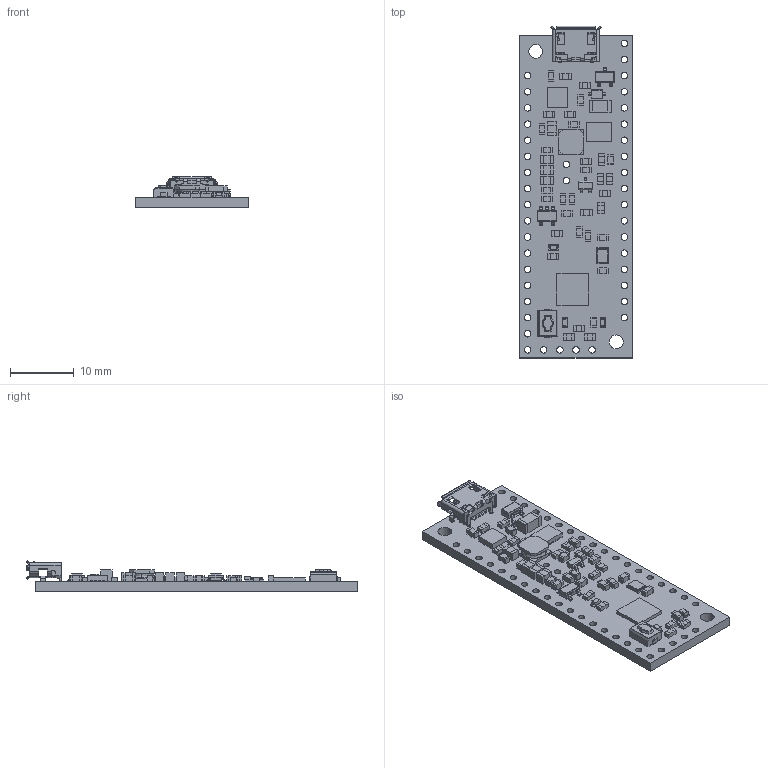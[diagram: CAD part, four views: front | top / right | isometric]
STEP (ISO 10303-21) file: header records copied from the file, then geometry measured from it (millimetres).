
FILE_DESCRIPTION (( 'STEP AP214' ), '1' );
FILE_NAME ('p-star-45k50-mini-sv-5v.step', '2017-11-11T00:01:31', ( '' ), ( '' ), 'SwSTEP 2.0', 'SolidWorks 2016', '' );
FILE_SCHEMA (( 'AUTOMOTIVE_DESIGN' ));
Length unit declared in the file: millimetre
Products named in the file (1): p-star-45k50-mini-sv-5v
Bounding box: 17.78 x 52.27 x 4.85 mm (x, y, z)
Volume: 1561.5 mm3; surface area: 2827.2 mm2
Topology: 1 solids, 1 shells, 1894 faces, 5185 edges, 3348 vertices
Faces by surface type: plane 1276, cylinder 425, bspline 182, cone 11
Entity records: 87081 total; most frequent: CARTESIAN_POINT 20451, ORIENTED_EDGE 10362, DIRECTION 7918, EDGE_CURVE 5181, LINE 3630, VECTOR 3630, VERTEX_POINT 3348, AXIS2_PLACEMENT_3D 2144
